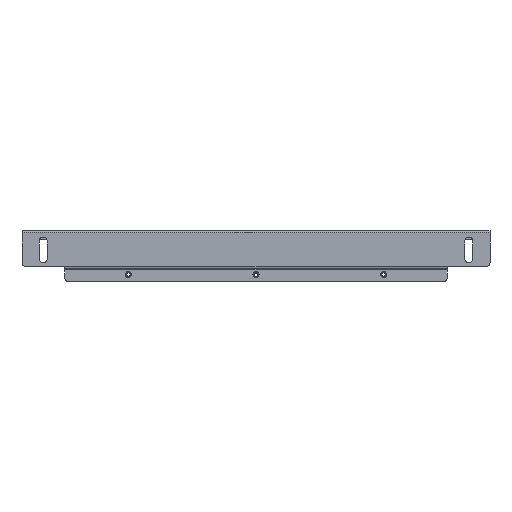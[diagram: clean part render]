
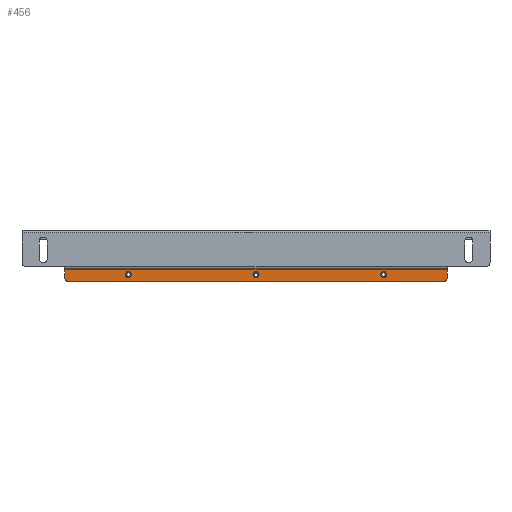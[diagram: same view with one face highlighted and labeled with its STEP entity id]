
A CAD part, left-side view. The second image highlights one B-rep face of the part: STEP entity #456.
In plain terms, the highlighted planar face has unit normal (-1, 0, 0).
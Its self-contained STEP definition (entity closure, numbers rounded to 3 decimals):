
#20 = CARTESIAN_POINT ( 'NONE',  ( -29.9, 225., -32.6 ) ) ;
#31 = VECTOR ( 'NONE', #2102, 1000. ) ;
#91 = AXIS2_PLACEMENT_3D ( 'NONE', #3448, #310, #3463 ) ;
#110 = DIRECTION ( 'NONE',  ( -1., 0., 0. ) ) ;
#189 = CARTESIAN_POINT ( 'NONE',  ( -29.9, 225., -23.5 ) ) ;
#238 = ORIENTED_EDGE ( 'NONE', *, *, #985, .F. ) ;
#263 = VERTEX_POINT ( 'NONE', #1539 ) ;
#274 = DIRECTION ( 'NONE',  ( -1., 0., 0. ) ) ;
#310 = DIRECTION ( 'NONE',  ( -1., 0., 0. ) ) ;
#318 = AXIS2_PLACEMENT_3D ( 'NONE', #2651, #2312, #1211 ) ;
#352 = EDGE_LOOP ( 'NONE', ( #1405, #2833, #3129, #457, #1026, #3457 ) ) ;
#374 = AXIS2_PLACEMENT_3D ( 'NONE', #872, #110, #2907 ) ;
#380 = FACE_BOUND ( 'NONE', #964, .T. ) ;
#389 = EDGE_LOOP ( 'NONE', ( #2568, #3528 ) ) ;
#393 = AXIS2_PLACEMENT_3D ( 'NONE', #2491, #3599, #429 ) ;
#399 = VERTEX_POINT ( 'NONE', #849 ) ;
#429 = DIRECTION ( 'NONE',  ( 0., 0., 1. ) ) ;
#455 = CARTESIAN_POINT ( 'NONE',  ( -29.9, -150., -32.2 ) ) ;
#456 = ADVANCED_FACE ( 'NONE', ( #3467, #1519, #380, #3419 ), #654, .T. ) ;
#457 = ORIENTED_EDGE ( 'NONE', *, *, #494, .T. ) ;
#494 = EDGE_CURVE ( 'NONE', #1178, #1856, #1274, .T. ) ;
#511 = CARTESIAN_POINT ( 'NONE',  ( -29.9, 220., -32.6 ) ) ;
#532 = EDGE_CURVE ( 'NONE', #263, #2524, #1925, .T. ) ;
#631 = DIRECTION ( 'NONE',  ( -1., 0., 0. ) ) ;
#634 = VERTEX_POINT ( 'NONE', #455 ) ;
#638 = VERTEX_POINT ( 'NONE', #2401 ) ;
#654 = PLANE ( 'NONE',  #1619 ) ;
#694 = CIRCLE ( 'NONE', #2846, 3.1 ) ;
#786 = DIRECTION ( 'NONE',  ( 0., 0., 1. ) ) ;
#798 = EDGE_CURVE ( 'NONE', #3363, #819, #1746, .T. ) ;
#819 = VERTEX_POINT ( 'NONE', #2554 ) ;
#820 = EDGE_CURVE ( 'NONE', #634, #399, #2947, .T. ) ;
#830 = DIRECTION ( 'NONE',  ( 0., 0., 1. ) ) ;
#849 = CARTESIAN_POINT ( 'NONE',  ( -29.9, -150., -26. ) ) ;
#872 = CARTESIAN_POINT ( 'NONE',  ( -29.9, -220., -32.6 ) ) ;
#964 = EDGE_LOOP ( 'NONE', ( #2146, #238 ) ) ;
#985 = EDGE_CURVE ( 'NONE', #399, #634, #3004, .T. ) ;
#1011 = CARTESIAN_POINT ( 'NONE',  ( -29.9, 275., -23.5 ) ) ;
#1026 = ORIENTED_EDGE ( 'NONE', *, *, #2394, .F. ) ;
#1027 = EDGE_CURVE ( 'NONE', #2524, #263, #1408, .T. ) ;
#1061 = EDGE_CURVE ( 'NONE', #3363, #1768, #3171, .T. ) ;
#1071 = DIRECTION ( 'NONE',  ( -1., 0., 0. ) ) ;
#1115 = DIRECTION ( 'NONE',  ( -1., 0., 0. ) ) ;
#1178 = VERTEX_POINT ( 'NONE', #2415 ) ;
#1211 = DIRECTION ( 'NONE',  ( 0., 0., 1. ) ) ;
#1240 = EDGE_LOOP ( 'NONE', ( #3560, #1471 ) ) ;
#1274 = CIRCLE ( 'NONE', #374, 5. ) ;
#1310 = LINE ( 'NONE', #3563, #31 ) ;
#1399 = DIRECTION ( 'NONE',  ( 0., -1., 0. ) ) ;
#1405 = ORIENTED_EDGE ( 'NONE', *, *, #1061, .F. ) ;
#1408 = CIRCLE ( 'NONE', #91, 3.1 ) ;
#1466 = VECTOR ( 'NONE', #3299, 1000. ) ;
#1471 = ORIENTED_EDGE ( 'NONE', *, *, #532, .F. ) ;
#1519 = FACE_BOUND ( 'NONE', #389, .T. ) ;
#1539 = CARTESIAN_POINT ( 'NONE',  ( -29.9, 0., -26. ) ) ;
#1551 = CARTESIAN_POINT ( 'NONE',  ( -29.9, 0., -32.2 ) ) ;
#1619 = AXIS2_PLACEMENT_3D ( 'NONE', #2887, #631, #2925 ) ;
#1693 = AXIS2_PLACEMENT_3D ( 'NONE', #2799, #274, #830 ) ;
#1725 = CARTESIAN_POINT ( 'NONE',  ( -29.9, 225., -22.5 ) ) ;
#1746 = CIRCLE ( 'NONE', #2411, 5. ) ;
#1768 = VERTEX_POINT ( 'NONE', #189 ) ;
#1856 = VERTEX_POINT ( 'NONE', #2713 ) ;
#1925 = CIRCLE ( 'NONE', #318, 3.1 ) ;
#2019 = CARTESIAN_POINT ( 'NONE',  ( -29.9, -150., -29.1 ) ) ;
#2034 = DIRECTION ( 'NONE',  ( -1., 0., 0. ) ) ;
#2102 = DIRECTION ( 'NONE',  ( 0., 0., -1. ) ) ;
#2146 = ORIENTED_EDGE ( 'NONE', *, *, #820, .F. ) ;
#2205 = DIRECTION ( 'NONE',  ( 0., 0., 1. ) ) ;
#2278 = VECTOR ( 'NONE', #1399, 1000. ) ;
#2286 = CARTESIAN_POINT ( 'NONE',  ( -29.9, 150., -32.2 ) ) ;
#2312 = DIRECTION ( 'NONE',  ( -1., 0., 0. ) ) ;
#2394 = EDGE_CURVE ( 'NONE', #3122, #1856, #1310, .T. ) ;
#2401 = CARTESIAN_POINT ( 'NONE',  ( -29.9, 150., -26. ) ) ;
#2411 = AXIS2_PLACEMENT_3D ( 'NONE', #511, #1115, #2205 ) ;
#2415 = CARTESIAN_POINT ( 'NONE',  ( -29.9, -220., -37.6 ) ) ;
#2491 = CARTESIAN_POINT ( 'NONE',  ( -29.9, 150., -29.1 ) ) ;
#2524 = VERTEX_POINT ( 'NONE', #1551 ) ;
#2554 = CARTESIAN_POINT ( 'NONE',  ( -29.9, 220., -37.6 ) ) ;
#2568 = ORIENTED_EDGE ( 'NONE', *, *, #3053, .F. ) ;
#2615 = EDGE_CURVE ( 'NONE', #819, #1178, #3010, .T. ) ;
#2651 = CARTESIAN_POINT ( 'NONE',  ( -29.9, 0., -29.1 ) ) ;
#2656 = VECTOR ( 'NONE', #3189, 1000. ) ;
#2660 = AXIS2_PLACEMENT_3D ( 'NONE', #2019, #2034, #2921 ) ;
#2692 = LINE ( 'NONE', #1011, #2278 ) ;
#2713 = CARTESIAN_POINT ( 'NONE',  ( -29.9, -225., -32.6 ) ) ;
#2734 = CARTESIAN_POINT ( 'NONE',  ( -29.9, 150., -29.1 ) ) ;
#2799 = CARTESIAN_POINT ( 'NONE',  ( -29.9, -150., -29.1 ) ) ;
#2821 = VERTEX_POINT ( 'NONE', #2286 ) ;
#2833 = ORIENTED_EDGE ( 'NONE', *, *, #798, .T. ) ;
#2846 = AXIS2_PLACEMENT_3D ( 'NONE', #2734, #1071, #786 ) ;
#2887 = CARTESIAN_POINT ( 'NONE',  ( -29.9, 275., -22.5 ) ) ;
#2899 = CIRCLE ( 'NONE', #393, 3.1 ) ;
#2907 = DIRECTION ( 'NONE',  ( 0., 0., 1. ) ) ;
#2921 = DIRECTION ( 'NONE',  ( 0., 0., 1. ) ) ;
#2925 = DIRECTION ( 'NONE',  ( 0., 0., 1. ) ) ;
#2947 = CIRCLE ( 'NONE', #1693, 3.1 ) ;
#2992 = CARTESIAN_POINT ( 'NONE',  ( -29.9, 275., -37.6 ) ) ;
#3004 = CIRCLE ( 'NONE', #2660, 3.1 ) ;
#3010 = LINE ( 'NONE', #2992, #1466 ) ;
#3053 = EDGE_CURVE ( 'NONE', #2821, #638, #694, .T. ) ;
#3122 = VERTEX_POINT ( 'NONE', #3293 ) ;
#3129 = ORIENTED_EDGE ( 'NONE', *, *, #2615, .T. ) ;
#3171 = LINE ( 'NONE', #1725, #2656 ) ;
#3180 = EDGE_CURVE ( 'NONE', #638, #2821, #2899, .T. ) ;
#3189 = DIRECTION ( 'NONE',  ( 0., 0., 1. ) ) ;
#3293 = CARTESIAN_POINT ( 'NONE',  ( -29.9, -225., -23.5 ) ) ;
#3299 = DIRECTION ( 'NONE',  ( 0., -1., 0. ) ) ;
#3363 = VERTEX_POINT ( 'NONE', #20 ) ;
#3419 = FACE_BOUND ( 'NONE', #1240, .T. ) ;
#3448 = CARTESIAN_POINT ( 'NONE',  ( -29.9, 0., -29.1 ) ) ;
#3457 = ORIENTED_EDGE ( 'NONE', *, *, #3651, .F. ) ;
#3463 = DIRECTION ( 'NONE',  ( 0., 0., 1. ) ) ;
#3467 = FACE_OUTER_BOUND ( 'NONE', #352, .T. ) ;
#3528 = ORIENTED_EDGE ( 'NONE', *, *, #3180, .F. ) ;
#3560 = ORIENTED_EDGE ( 'NONE', *, *, #1027, .F. ) ;
#3563 = CARTESIAN_POINT ( 'NONE',  ( -29.9, -225., -22.5 ) ) ;
#3599 = DIRECTION ( 'NONE',  ( -1., 0., 0. ) ) ;
#3651 = EDGE_CURVE ( 'NONE', #1768, #3122, #2692, .T. ) ;
